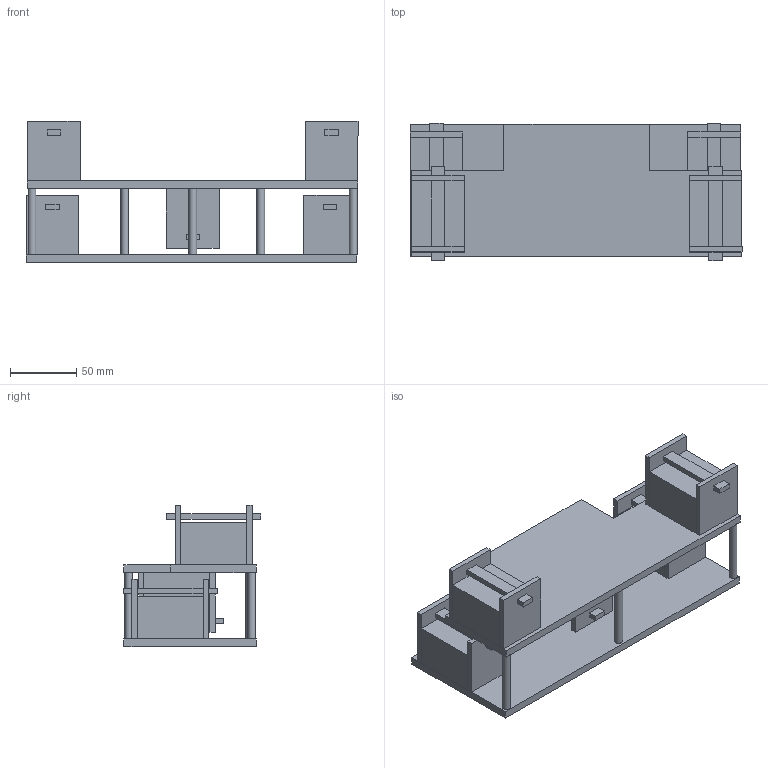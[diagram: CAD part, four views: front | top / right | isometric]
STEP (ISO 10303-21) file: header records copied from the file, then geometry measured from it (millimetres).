
FILE_DESCRIPTION(/* description */ (''),/* implementation_level */ '2;1');
FILE_NAME(/* name */ 'model1001front.stp',/* time_stamp */ '2015-06-09T11:19:39-07:00',/* author */ (''),/* organization */ (''),/* preprocessor_version */ 'ST-DEVELOPER v14',/* originating_system */ 'SIEMENS PLM Software NX 8.0',/* authorisation */ '');
FILE_SCHEMA (('AUTOMOTIVE_DESIGN { 1 0 10303 214 3 1 1 1 }'));
Length unit declared in the file: millimetre
Products named in the file (6): model1; model4; model3; model2; model6; model1001
Assembly tree (22 placements, depth 2):
  model1001
    model6  x5
    model2  x10
    model3  x5
    model4
    model1
Bounding box: 250.99 x 103.84 x 107.16 mm (x, y, z)
Volume: 682268.6 mm3; surface area: 205855.1 mm2
Topology: 27 solids, 27 shells, 191 faces, 411 edges, 274 vertices
Faces by surface type: plane 186, cylinder 5
Full cylindrical faces by diameter (mm): 6 x5
Entity records: 1589 total; most frequent: DIRECTION 256, CARTESIAN_POINT 236, ORIENTED_EDGE 188, EDGE_CURVE 94, AXIS2_PLACEMENT_3D 86, LINE 84, VECTOR 84, VERTEX_POINT 66
